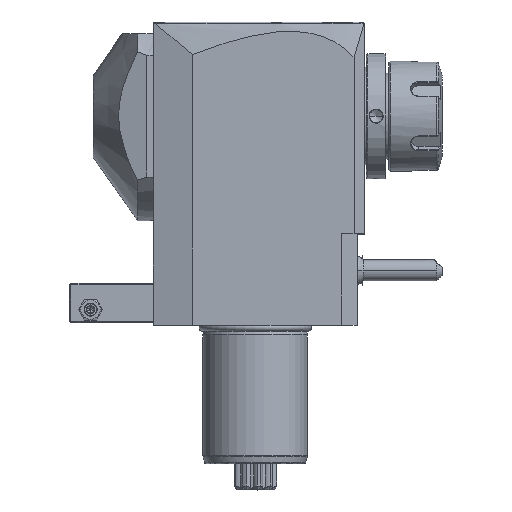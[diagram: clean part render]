
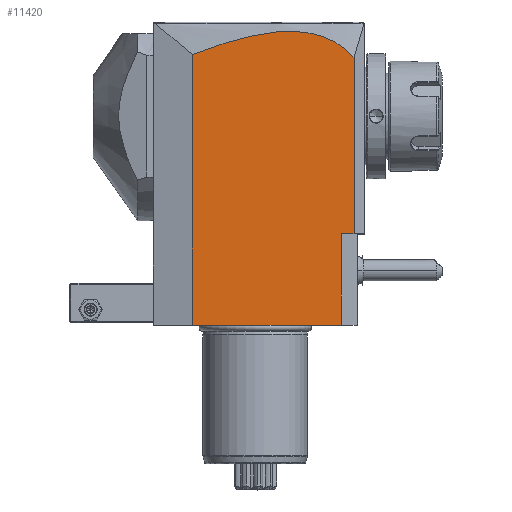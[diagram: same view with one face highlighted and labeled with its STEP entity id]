
A CAD part, top view. The second image highlights one B-rep face of the part: STEP entity #11420.
In plain terms, the highlighted planar face has unit normal (0, 0, 1).
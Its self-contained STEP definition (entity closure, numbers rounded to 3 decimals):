
#13=DIRECTION('',(-1.,0.,0.));
#14=VECTOR('',#13,57.);
#15=CARTESIAN_POINT('',(33.,0.,37.5));
#16=LINE('',#15,#14);
#149=DIRECTION('',(0.,-1.,0.));
#150=VECTOR('',#149,103.515);
#151=CARTESIAN_POINT('',(-24.,103.515,37.5));
#152=LINE('',#151,#150);
#172=DIRECTION('',(0.,-1.,0.));
#173=VECTOR('',#172,35.);
#174=CARTESIAN_POINT('',(33.,35.,37.5));
#175=LINE('',#174,#173);
#176=CARTESIAN_POINT('',(37.8,102.483,37.5));
#177=CARTESIAN_POINT('',(37.559,102.747,37.5));
#178=CARTESIAN_POINT('',(37.074,103.262,37.5));
#179=CARTESIAN_POINT('',(36.34,103.992,37.5));
#180=CARTESIAN_POINT('',(35.597,104.682,37.5));
#181=CARTESIAN_POINT('',(34.846,105.337,37.5));
#182=CARTESIAN_POINT('',(34.084,105.956,37.5));
#183=CARTESIAN_POINT('',(33.31,106.543,37.5));
#184=CARTESIAN_POINT('',(32.525,107.099,37.5));
#185=CARTESIAN_POINT('',(31.725,107.625,37.5));
#186=CARTESIAN_POINT('',(30.909,108.123,37.5));
#187=CARTESIAN_POINT('',(30.077,108.593,37.5));
#188=CARTESIAN_POINT('',(29.226,109.036,37.5));
#189=CARTESIAN_POINT('',(28.355,109.453,37.5));
#190=CARTESIAN_POINT('',(27.461,109.845,37.5));
#191=CARTESIAN_POINT('',(26.543,110.211,37.5));
#192=CARTESIAN_POINT('',(25.598,110.552,37.5));
#193=CARTESIAN_POINT('',(24.623,110.867,37.5));
#194=CARTESIAN_POINT('',(23.618,111.157,37.5));
#195=CARTESIAN_POINT('',(22.577,111.42,37.5));
#196=CARTESIAN_POINT('',(21.498,111.656,37.5));
#197=CARTESIAN_POINT('',(20.378,111.863,37.5));
#198=CARTESIAN_POINT('',(19.213,112.041,37.5));
#199=CARTESIAN_POINT('',(17.997,112.188,37.5));
#200=CARTESIAN_POINT('',(16.729,112.302,37.5));
#201=CARTESIAN_POINT('',(15.402,112.38,37.5));
#202=CARTESIAN_POINT('',(14.01,112.421,37.5));
#203=CARTESIAN_POINT('',(12.548,112.42,37.5));
#204=CARTESIAN_POINT('',(11.009,112.375,37.5));
#205=CARTESIAN_POINT('',(9.385,112.281,37.5));
#206=CARTESIAN_POINT('',(7.667,112.134,37.5));
#207=CARTESIAN_POINT('',(5.845,111.928,37.5));
#208=CARTESIAN_POINT('',(3.912,111.656,37.5));
#209=CARTESIAN_POINT('',(1.85,111.311,37.5));
#210=CARTESIAN_POINT('',(-0.356,110.885,37.5));
#211=CARTESIAN_POINT('',(-2.721,110.365,37.5));
#212=CARTESIAN_POINT('',(-5.254,109.744,37.5));
#213=CARTESIAN_POINT('',(-7.955,109.015,37.5));
#214=CARTESIAN_POINT('',(-10.827,108.169,37.5));
#215=CARTESIAN_POINT('',(-13.868,107.202,37.5));
#216=CARTESIAN_POINT('',(-17.074,106.11,37.5));
#217=CARTESIAN_POINT('',(-20.444,104.889,37.5));
#218=CARTESIAN_POINT('',(-22.797,103.988,37.5));
#219=CARTESIAN_POINT('',(-24.,103.515,37.5));
#221=DIRECTION('',(0.,-1.,0.));
#222=VECTOR('',#221,67.483);
#223=CARTESIAN_POINT('',(37.8,102.483,37.5));
#224=LINE('',#223,#222);
#330=DIRECTION('',(1.,0.,0.));
#331=VECTOR('',#330,4.8);
#332=CARTESIAN_POINT('',(33.,35.,37.5));
#333=LINE('',#332,#331);
#10637=CARTESIAN_POINT('',(37.8,102.483,37.5));
#10638=CARTESIAN_POINT('',(37.8,35.,37.5));
#10639=VERTEX_POINT('',#10637);
#10640=VERTEX_POINT('',#10638);
#10669=VERTEX_POINT('',#219);
#10697=CARTESIAN_POINT('',(33.,35.,37.5));
#10698=VERTEX_POINT('',#10697);
#11050=CARTESIAN_POINT('',(33.,0.,37.5));
#11051=VERTEX_POINT('',#11050);
#11052=CARTESIAN_POINT('',(-24.,0.,37.5));
#11053=VERTEX_POINT('',#11052);
#11403=CARTESIAN_POINT('',(-39.202,35.,37.5));
#11404=DIRECTION('',(0.,0.,1.));
#11405=DIRECTION('',(1.,0.,0.));
#11406=AXIS2_PLACEMENT_3D('',#11403,#11404,#11405);
#11407=PLANE('',#11406);
#11409=ORIENTED_EDGE('',*,*,#11408,.T.);
#11410=ORIENTED_EDGE('',*,*,#11287,.T.);
#11411=ORIENTED_EDGE('',*,*,#11390,.F.);
#11413=ORIENTED_EDGE('',*,*,#11412,.F.);
#11415=ORIENTED_EDGE('',*,*,#11414,.T.);
#11417=ORIENTED_EDGE('',*,*,#11416,.F.);
#11418=EDGE_LOOP('',(#11409,#11410,#11411,#11413,#11415,#11417));
#11419=FACE_OUTER_BOUND('',#11418,.F.);
#220=B_SPLINE_CURVE_WITH_KNOTS('',3,(#176,#177,#178,#179,#180,#181,#182,#183,
#184,#185,#186,#187,#188,#189,#190,#191,#192,#193,#194,#195,#196,#197,#198,#199,
#200,#201,#202,#203,#204,#205,#206,#207,#208,#209,#210,#211,#212,#213,#214,#215,
#216,#217,#218,#219),.UNSPECIFIED.,.F.,.F.,(4,1,1,1,1,1,1,1,1,1,1,1,1,1,1,1,1,1,
1,1,1,1,1,1,1,1,1,1,1,1,1,1,1,1,1,1,1,1,1,1,1,4),(0.,0.024,
0.049,0.073,0.098,0.122,
0.146,0.171,0.195,0.22,
0.244,0.268,0.293,0.317,
0.341,0.366,0.39,0.415,
0.439,0.463,0.488,0.512,
0.537,0.561,0.585,0.61,
0.634,0.659,0.683,0.707,
0.732,0.756,0.78,0.805,
0.829,0.854,0.878,0.902,
0.927,0.951,0.976,1.),.UNSPECIFIED.);
#11287=EDGE_CURVE('',#11051,#11053,#16,.T.);
#11390=EDGE_CURVE('',#10669,#11053,#152,.T.);
#11408=EDGE_CURVE('',#10698,#11051,#175,.T.);
#11412=EDGE_CURVE('',#10639,#10669,#220,.T.);
#11414=EDGE_CURVE('',#10639,#10640,#224,.T.);
#11416=EDGE_CURVE('',#10698,#10640,#333,.T.);
#11420=ADVANCED_FACE('',(#11419),#11407,.T.);
